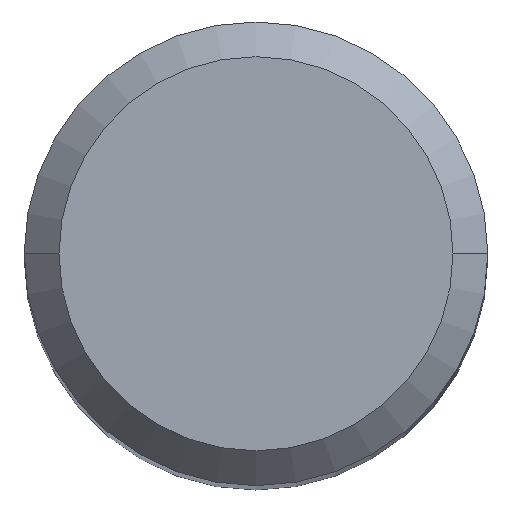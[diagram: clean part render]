
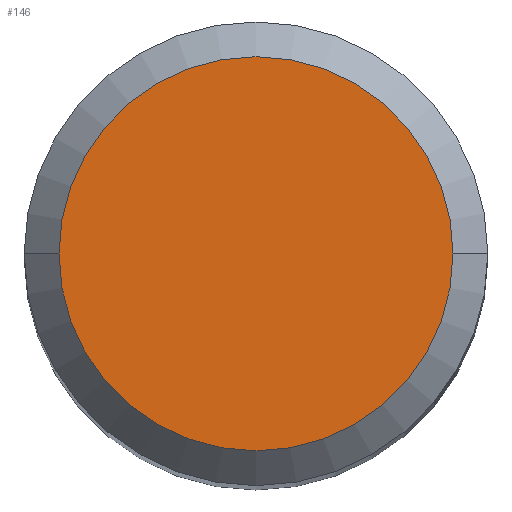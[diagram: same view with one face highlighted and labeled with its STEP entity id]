
A CAD part, top view. The second image highlights one B-rep face of the part: STEP entity #146.
In plain terms, the highlighted planar face has unit normal (0, 0, 1).
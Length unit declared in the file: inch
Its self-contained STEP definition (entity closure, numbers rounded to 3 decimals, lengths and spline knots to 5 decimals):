
#32 = FACE_OUTER_BOUND ( 'NONE', #185, .T. ) ;
#61 = DIRECTION ( 'NONE',  ( -1., 0., 0. ) ) ;
#67 = DIRECTION ( 'NONE',  ( 0., 0., 1. ) ) ;
#84 = VERTEX_POINT ( 'NONE', #136 ) ;
#118 = ORIENTED_EDGE ( 'NONE', *, *, #340, .T. ) ;
#130 = CIRCLE ( 'NONE', #388, 0.13387 ) ;
#136 = CARTESIAN_POINT ( 'NONE',  ( -0.13387, 0., 0. ) ) ;
#138 = AXIS2_PLACEMENT_3D ( 'NONE', #213, #381, #61 ) ;
#140 = DIRECTION ( 'NONE',  ( 1., 0., 0. ) ) ;
#146 = ADVANCED_FACE ( 'NONE', ( #32 ), #313, .F. ) ;
#169 = VERTEX_POINT ( 'NONE', #241 ) ;
#185 = EDGE_LOOP ( 'NONE', ( #118, #438 ) ) ;
#196 = AXIS2_PLACEMENT_3D ( 'NONE', #424, #67, #140 ) ;
#202 = CARTESIAN_POINT ( 'NONE',  ( 0., 0., 0. ) ) ;
#213 = CARTESIAN_POINT ( 'NONE',  ( 0., 0., 0. ) ) ;
#241 = CARTESIAN_POINT ( 'NONE',  ( 0.13387, 0., 0. ) ) ;
#308 = DIRECTION ( 'NONE',  ( 1., 0., 0. ) ) ;
#313 = PLANE ( 'NONE',  #138 ) ;
#340 = EDGE_CURVE ( 'NONE', #84, #169, #130, .T. ) ;
#381 = DIRECTION ( 'NONE',  ( 0., 0., -1. ) ) ;
#388 = AXIS2_PLACEMENT_3D ( 'NONE', #202, #452, #308 ) ;
#424 = CARTESIAN_POINT ( 'NONE',  ( 0., 0., 0. ) ) ;
#433 = EDGE_CURVE ( 'NONE', #169, #84, #458, .T. ) ;
#438 = ORIENTED_EDGE ( 'NONE', *, *, #433, .T. ) ;
#452 = DIRECTION ( 'NONE',  ( 0., 0., 1. ) ) ;
#458 = CIRCLE ( 'NONE', #196, 0.13387 ) ;
